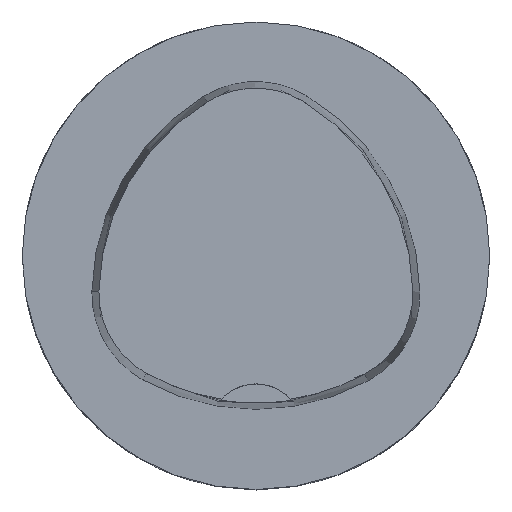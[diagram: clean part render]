
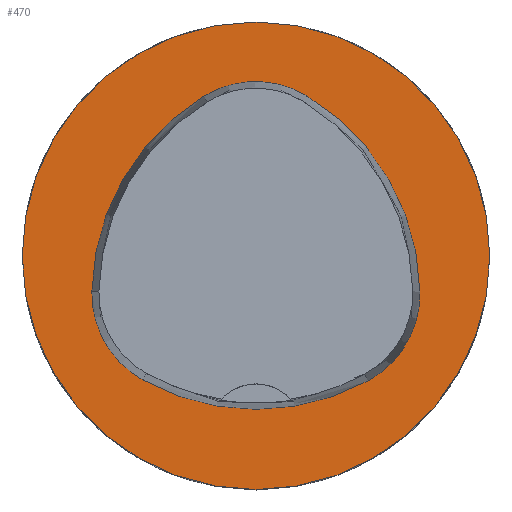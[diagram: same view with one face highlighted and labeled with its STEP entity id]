
A CAD part, top view. The second image highlights one B-rep face of the part: STEP entity #470.
In plain terms, the highlighted planar face has unit normal (0, 0, 1).
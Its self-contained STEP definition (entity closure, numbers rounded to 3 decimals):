
#207=PLANE('',#4810);
#317=FACE_BOUND('',#1026,.T.);
#318=FACE_BOUND('',#1027,.T.);
#470=ADVANCED_FACE('',(#317,#318),#207,.T.);
#1026=EDGE_LOOP('',(#2312,#2313,#2314,#2315,#2316,#2317));
#1027=EDGE_LOOP('',(#2318));
#1312=CIRCLE('',#4787,20.);
#1314=CIRCLE('',#4790,8.5);
#1316=CIRCLE('',#4793,20.);
#1318=CIRCLE('',#4796,8.5);
#1322=CIRCLE('',#4801,20.);
#1324=CIRCLE('',#4804,8.5);
#1327=CIRCLE('',#4809,20.);
#2312=ORIENTED_EDGE('',*,*,#3989,.T.);
#2313=ORIENTED_EDGE('',*,*,#3969,.T.);
#2314=ORIENTED_EDGE('',*,*,#3973,.T.);
#2315=ORIENTED_EDGE('',*,*,#3976,.T.);
#2316=ORIENTED_EDGE('',*,*,#3979,.T.);
#2317=ORIENTED_EDGE('',*,*,#3987,.T.);
#2318=ORIENTED_EDGE('',*,*,#3992,.F.);
#3510=VERTEX_POINT('',#7524);
#3511=VERTEX_POINT('',#7525);
#3514=VERTEX_POINT('',#7533);
#3516=VERTEX_POINT('',#7539);
#3518=VERTEX_POINT('',#7545);
#3525=VERTEX_POINT('',#7566);
#3526=VERTEX_POINT('',#7576);
#3969=EDGE_CURVE('',#3510,#3511,#1312,.T.);
#3973=EDGE_CURVE('',#3511,#3514,#1314,.T.);
#3976=EDGE_CURVE('',#3514,#3516,#1316,.T.);
#3979=EDGE_CURVE('',#3516,#3518,#1318,.T.);
#3987=EDGE_CURVE('',#3518,#3525,#1322,.T.);
#3989=EDGE_CURVE('',#3525,#3510,#1324,.T.);
#3992=EDGE_CURVE('',#3526,#3526,#1327,.T.);
#4787=AXIS2_PLACEMENT_3D('',#7523,#5429,#5430);
#4790=AXIS2_PLACEMENT_3D('',#7532,#5437,#5438);
#4793=AXIS2_PLACEMENT_3D('',#7538,#5444,#5445);
#4796=AXIS2_PLACEMENT_3D('',#7544,#5451,#5452);
#4801=AXIS2_PLACEMENT_3D('',#7567,#5463,#5464);
#4804=AXIS2_PLACEMENT_3D('',#7570,#5469,#5470);
#4809=AXIS2_PLACEMENT_3D('',#7575,#5479,#5480);
#4810=AXIS2_PLACEMENT_3D('',#7577,#5481,#5482);
#5429=DIRECTION('',(0.,0.,-1.));
#5430=DIRECTION('',(-1.,0.,0.));
#5437=DIRECTION('',(0.,0.,-1.));
#5438=DIRECTION('',(-1.,0.,0.));
#5444=DIRECTION('',(0.,0.,-1.));
#5445=DIRECTION('',(-1.,0.,0.));
#5451=DIRECTION('',(0.,0.,-1.));
#5452=DIRECTION('',(-1.,0.,0.));
#5463=DIRECTION('',(0.,0.,-1.));
#5464=DIRECTION('',(-1.,0.,0.));
#5469=DIRECTION('',(0.,0.,-1.));
#5470=DIRECTION('',(-1.,0.,0.));
#5479=DIRECTION('',(0.,0.,-1.));
#5480=DIRECTION('',(-1.,0.,0.));
#5481=DIRECTION('',(0.,0.,1.));
#5482=DIRECTION('',(1.,0.,0.));
#7523=CARTESIAN_POINT('',(5.955,-3.414,0.));
#7524=CARTESIAN_POINT('',(-14.041,-3.042,0.));
#7525=CARTESIAN_POINT('',(-4.472,13.653,0.));
#7532=CARTESIAN_POINT('',(-0.04,6.4,0.));
#7533=CARTESIAN_POINT('',(4.347,13.68,0.));
#7538=CARTESIAN_POINT('',(-5.976,-3.45,0.));
#7539=CARTESIAN_POINT('',(14.021,-3.075,0.));
#7544=CARTESIAN_POINT('',(5.522,-3.235,0.));
#7545=CARTESIAN_POINT('',(9.588,-10.699,0.));
#7566=CARTESIAN_POINT('',(-9.655,-10.639,0.));
#7567=CARTESIAN_POINT('',(0.022,6.864,0.));
#7570=CARTESIAN_POINT('',(-5.543,-3.2,0.));
#7575=CARTESIAN_POINT('',(0.,0.,0.));
#7576=CARTESIAN_POINT('',(-20.,0.,0.));
#7577=CARTESIAN_POINT('',(0.,0.,0.));
